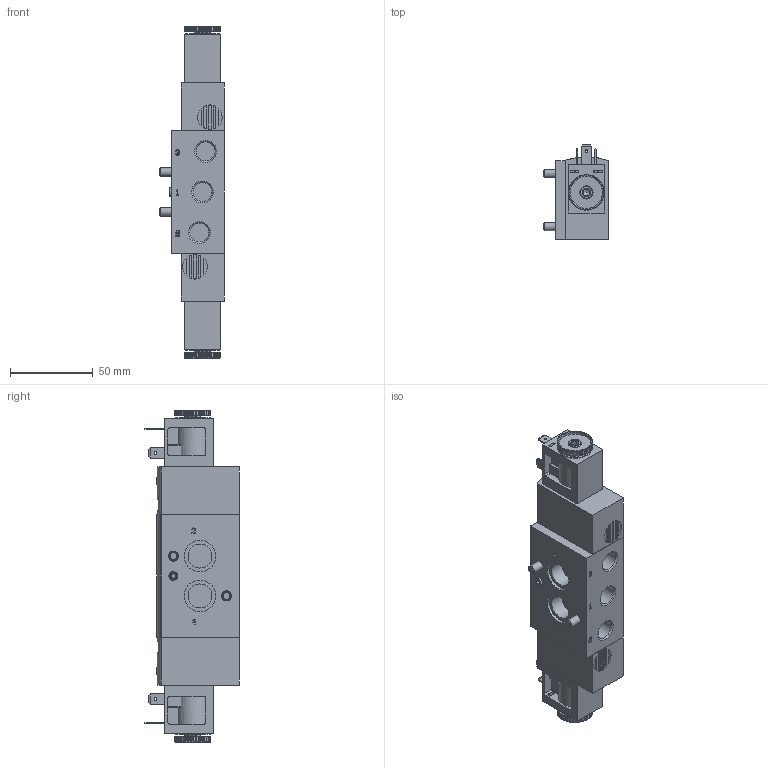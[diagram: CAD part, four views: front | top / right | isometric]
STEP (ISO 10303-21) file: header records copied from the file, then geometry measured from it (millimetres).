
FILE_DESCRIPTION(/* description */ ('STEP AP214'),/* implementation_level */ '2;1');
FILE_NAME(/* name */ '577296_VSNC-F-B52-D-G14-F8-1B2',/* time_stamp */ '2024-09-17T04:34:55+02:00',/* author */ ('License CC BY-ND 4.0'),/* organization */ ('CADENAS'),/* preprocessor_version */ 'ST-DEVELOPER v19.3',/* originating_system */ 'PARTsolutions',/* authorisation */ ' ');
FILE_SCHEMA (('AUTOMOTIVE_DESIGN {1 0 10303 214 3 1 1}'));
Length unit declared in the file: millimetre
Products named in the file (6): 577296 VSNC-F-B52-D-G14-F8-1B2; 8026033 VSNC-F-B52-D-G14-F8-1B2---(geh); DIN-913 - M5x10; DIN-912 - M5x33.5(F); 8085325 VACF-B; 1878611 VACF-B
Assembly tree (8 placements, depth 2):
  577296 VSNC-F-B52-D-G14-F8-1B2
    8026033 VSNC-F-B52-D-G14-F8-1B2---(geh)
    DIN-913 - M5x10
    DIN-912 - M5x33.5(F)  x2
    8085325 VACF-B  x2
    1878611 VACF-B  x2
Bounding box: 39.1 x 57.2 x 200.3 mm (x, y, z)
Volume: 213153.5 mm3; surface area: 47944 mm2
Topology: 8 solids, 8 shells, 1060 faces, 2643 edges, 1717 vertices
Faces by surface type: plane 590, cylinder 296, cone 124, torus 50
Full cylindrical faces by diameter (mm): 1.65 x2, 1.75 x36, 2.459 x2, 3.8 x2, 4.134 x2, 5 x3, 5.5 x2, 7.1 x2, 7.188 x2, 8 x6, 8.15 x2, 8.2 x2, 8.5 x2, 10 x6, 11.445 x3, 14.4 x2, 15.6 x4, 19 x2, 19.5 x2, 21 x2
Entity records: 23746 total; most frequent: CARTESIAN_POINT 3817, DIRECTION 3452, ORIENTED_EDGE 3246, EDGE_CURVE 1623, AXIS2_PLACEMENT_3D 1231, VERTEX_POINT 1124, LINE 990, VECTOR 990
